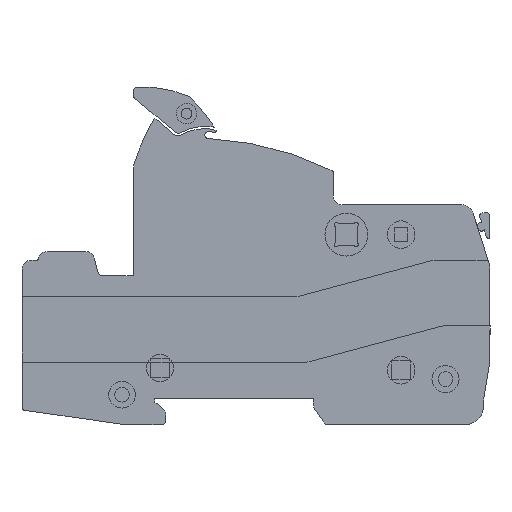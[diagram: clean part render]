
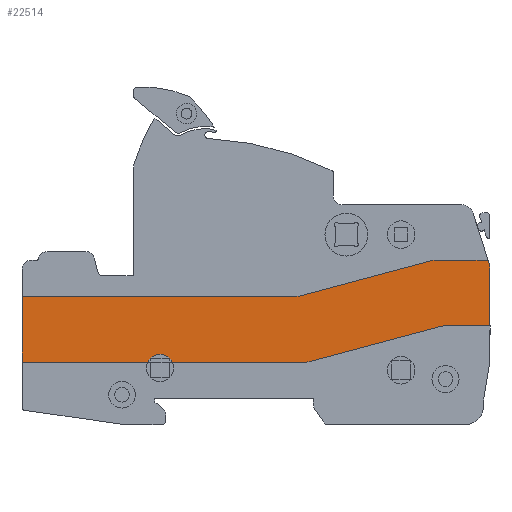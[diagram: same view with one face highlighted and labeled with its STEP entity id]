
A CAD part, left-side view. The second image highlights one B-rep face of the part: STEP entity #22514.
In plain terms, the highlighted planar face has unit normal (-1, 0, 0).
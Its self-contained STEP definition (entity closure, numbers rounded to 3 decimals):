
#22294=CARTESIAN_POINT('',(0.0,13.677,8.124));
#22295=VERTEX_POINT('',#22294);
#22302=CARTESIAN_POINT('',(0.0,19.284,8.124));
#22303=VERTEX_POINT('',#22302);
#22304=CARTESIAN_POINT('',(0.0,16.48,6.8));
#22305=DIRECTION('',(1.0,0.0,0.0));
#22306=DIRECTION('',(0.0,0.0,1.0));
#22307=AXIS2_PLACEMENT_3D('',#22304,#22305,#22306);
#22308=CIRCLE('',#22307,3.1);
#22309=EDGE_CURVE('',#22303,#22295,#22308,.T.);
#22352=CARTESIAN_POINT('',(0.0,47.5,8.124));
#22353=VERTEX_POINT('',#22352);
#22354=CARTESIAN_POINT('',(0.0,19.284,8.124));
#22355=DIRECTION('',(0.0,1.0,0.0));
#22356=VECTOR('',#22355,28.216);
#22357=LINE('',#22354,#22356);
#22358=EDGE_CURVE('',#22303,#22353,#22357,.T.);
#22376=CARTESIAN_POINT('',(0.0,-16.272,8.124));
#22377=VERTEX_POINT('',#22376);
#22384=CARTESIAN_POINT('',(0.0,-16.272,8.124));
#22385=DIRECTION('',(0.0,1.0,0.0));
#22386=VECTOR('',#22385,29.948);
#22387=LINE('',#22384,#22386);
#22388=EDGE_CURVE('',#22377,#22295,#22387,.T.);
#22397=CARTESIAN_POINT('',(0.,-5.272,17.841));
#22398=DIRECTION('',(-1.0,0.0,0.0));
#22399=DIRECTION('',(0.0,0.0,1.0));
#22400=AXIS2_PLACEMENT_3D('',#22397,#22398,#22399);
#22401=PLANE('',#22400);
#22402=ORIENTED_EDGE('',*,*,#22309,.T.);
#22403=ORIENTED_EDGE('',*,*,#22388,.F.);
#22404=CARTESIAN_POINT('',(0.0,-17.047,8.226));
#22405=VERTEX_POINT('',#22404);
#22406=CARTESIAN_POINT('',(0.0,-16.271,11.105));
#22407=DIRECTION('',(1.0,0.,0.));
#22408=DIRECTION('',(0.,-0.131,-0.991));
#22409=AXIS2_PLACEMENT_3D('',#22406,#22407,#22408);
#22410=CIRCLE('',#22409,2.982);
#22411=EDGE_CURVE('',#22405,#22377,#22410,.T.);
#22412=ORIENTED_EDGE('',*,*,#22411,.F.);
#22413=CARTESIAN_POINT('',(0.,-46.62,16.15));
#22414=VERTEX_POINT('',#22413);
#22415=CARTESIAN_POINT('',(0.,-46.62,16.15));
#22416=DIRECTION('',(0.,0.966,-0.259));
#22417=VECTOR('',#22416,30.617);
#22418=LINE('',#22415,#22417);
#22419=EDGE_CURVE('',#22414,#22405,#22418,.T.);
#22420=ORIENTED_EDGE('',*,*,#22419,.F.);
#22421=CARTESIAN_POINT('',(0.,-47.391,16.252));
#22422=VERTEX_POINT('',#22421);
#22423=CARTESIAN_POINT('',(0.0,-47.394,13.267));
#22424=DIRECTION('',(-1.0,0.,0.));
#22425=DIRECTION('',(0.,0.131,0.991));
#22426=AXIS2_PLACEMENT_3D('',#22423,#22424,#22425);
#22427=CIRCLE('',#22426,2.985);
#22428=EDGE_CURVE('',#22422,#22414,#22427,.T.);
#22429=ORIENTED_EDGE('',*,*,#22428,.F.);
#22430=CARTESIAN_POINT('',(0.,-57.75,16.252));
#22431=VERTEX_POINT('',#22430);
#22432=CARTESIAN_POINT('',(0.,-57.75,16.252));
#22433=DIRECTION('',(0.0,1.0,0.0));
#22434=VECTOR('',#22433,10.359);
#22435=LINE('',#22432,#22434);
#22436=EDGE_CURVE('',#22431,#22422,#22435,.T.);
#22437=ORIENTED_EDGE('',*,*,#22436,.F.);
#22438=CARTESIAN_POINT('',(0.,-57.75,29.001));
#22439=VERTEX_POINT('',#22438);
#22440=CARTESIAN_POINT('',(0.,-57.75,29.001));
#22441=DIRECTION('',(0.0,0.0,-1.0));
#22442=VECTOR('',#22441,12.749);
#22443=LINE('',#22440,#22442);
#22444=EDGE_CURVE('',#22439,#22431,#22443,.T.);
#22445=ORIENTED_EDGE('',*,*,#22444,.F.);
#22446=CARTESIAN_POINT('',(0.,-57.511,30.527));
#22447=VERTEX_POINT('',#22446);
#22448=CARTESIAN_POINT('',(0.,-52.756,29.));
#22449=DIRECTION('',(1.0,0.,0.));
#22450=DIRECTION('',(0.,-0.988,0.155));
#22451=AXIS2_PLACEMENT_3D('',#22448,#22449,#22450);
#22452=CIRCLE('',#22451,4.994);
#22453=EDGE_CURVE('',#22447,#22439,#22452,.T.);
#22454=ORIENTED_EDGE('',*,*,#22453,.F.);
#22455=CARTESIAN_POINT('',(0.,-57.342,31.052));
#22456=VERTEX_POINT('',#22455);
#22457=CARTESIAN_POINT('',(0.,-57.342,31.052));
#22458=DIRECTION('',(0.,-0.305,-0.952));
#22459=VECTOR('',#22458,0.551);
#22460=LINE('',#22457,#22459);
#22461=EDGE_CURVE('',#22456,#22447,#22460,.T.);
#22462=ORIENTED_EDGE('',*,*,#22461,.F.);
#22463=CARTESIAN_POINT('',(0.,-45.448,31.052));
#22464=VERTEX_POINT('',#22463);
#22465=CARTESIAN_POINT('',(0.,-45.448,31.052));
#22466=DIRECTION('',(0.0,-1.0,0.0));
#22467=VECTOR('',#22466,11.895);
#22468=LINE('',#22465,#22467);
#22469=EDGE_CURVE('',#22464,#22456,#22468,.T.);
#22470=ORIENTED_EDGE('',*,*,#22469,.F.);
#22471=CARTESIAN_POINT('',(0.,-44.665,30.948));
#22472=VERTEX_POINT('',#22471);
#22473=CARTESIAN_POINT('',(0.,-45.449,28.034));
#22474=DIRECTION('',(1.0,0.,0.));
#22475=DIRECTION('',(0.,0.131,0.991));
#22476=AXIS2_PLACEMENT_3D('',#22473,#22474,#22475);
#22477=CIRCLE('',#22476,3.018);
#22478=EDGE_CURVE('',#22472,#22464,#22477,.T.);
#22479=ORIENTED_EDGE('',*,*,#22478,.F.);
#22480=CARTESIAN_POINT('',(0.,-15.098,23.026));
#22481=VERTEX_POINT('',#22480);
#22482=CARTESIAN_POINT('',(0.,-15.098,23.026));
#22483=DIRECTION('',(0.,-0.966,0.259));
#22484=VECTOR('',#22483,30.61);
#22485=LINE('',#22482,#22484);
#22486=EDGE_CURVE('',#22481,#22472,#22485,.T.);
#22487=ORIENTED_EDGE('',*,*,#22486,.F.);
#22488=CARTESIAN_POINT('',(0.,-14.328,22.924));
#22489=VERTEX_POINT('',#22488);
#22490=CARTESIAN_POINT('',(0.,-14.325,25.905));
#22491=DIRECTION('',(-1.0,0.,0.));
#22492=DIRECTION('',(0.,-0.131,-0.991));
#22493=AXIS2_PLACEMENT_3D('',#22490,#22491,#22492);
#22494=CIRCLE('',#22493,2.981);
#22495=EDGE_CURVE('',#22489,#22481,#22494,.T.);
#22496=ORIENTED_EDGE('',*,*,#22495,.F.);
#22497=CARTESIAN_POINT('',(0.,47.5,22.924));
#22498=VERTEX_POINT('',#22497);
#22499=CARTESIAN_POINT('',(0.,47.5,22.924));
#22500=DIRECTION('',(0.0,-1.0,0.0));
#22501=VECTOR('',#22500,61.829);
#22502=LINE('',#22499,#22501);
#22503=EDGE_CURVE('',#22498,#22489,#22502,.T.);
#22504=ORIENTED_EDGE('',*,*,#22503,.F.);
#22505=CARTESIAN_POINT('',(0.,47.5,8.124));
#22506=DIRECTION('',(0.0,0.0,1.0));
#22507=VECTOR('',#22506,14.8);
#22508=LINE('',#22505,#22507);
#22509=EDGE_CURVE('',#22353,#22498,#22508,.T.);
#22510=ORIENTED_EDGE('',*,*,#22509,.F.);
#22511=ORIENTED_EDGE('',*,*,#22358,.F.);
#22512=EDGE_LOOP('',(#22402,#22403,#22412,#22420,#22429,#22437,#22445,#22454,#22462,#22470,#22479,#22487,#22496,#22504,#22510,#22511));
#22513=FACE_OUTER_BOUND('',#22512,.T.);
#22514=ADVANCED_FACE('',(#22513),#22401,.T.);
